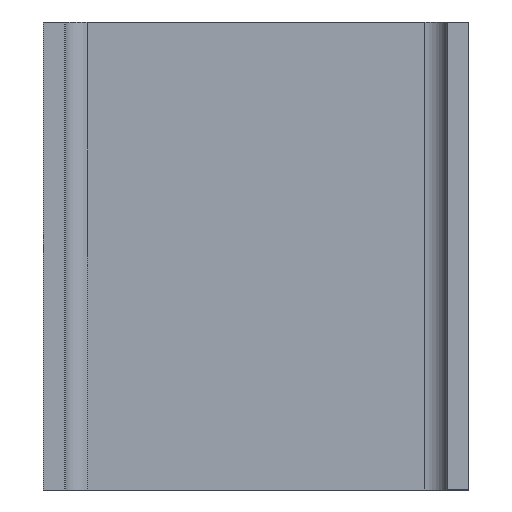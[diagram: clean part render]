
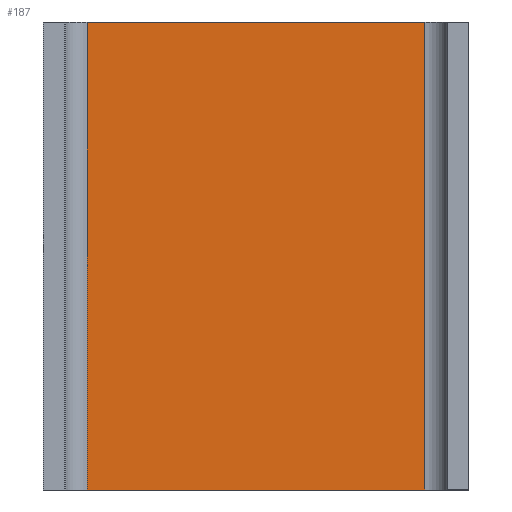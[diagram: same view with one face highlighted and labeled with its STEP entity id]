
A CAD part, left-side view. The second image highlights one B-rep face of the part: STEP entity #187.
In plain terms, the highlighted planar face has unit normal (-1, 0, 0).
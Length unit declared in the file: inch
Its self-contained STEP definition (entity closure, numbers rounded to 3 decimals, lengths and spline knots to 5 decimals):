
#43 = LINE ( 'NONE', #190, #1344 ) ;
#100 = DIRECTION ( 'NONE',  ( 1., 0., 0. ) ) ;
#104 = LINE ( 'NONE', #946, #1034 ) ;
#147 = CARTESIAN_POINT ( 'NONE',  ( 3.3125, -0.06, -1.3 ) ) ;
#151 = VERTEX_POINT ( 'NONE', #1186 ) ;
#187 = ADVANCED_FACE ( 'NONE', ( #670 ), #1627, .F. ) ;
#190 = CARTESIAN_POINT ( 'NONE',  ( 3.3125, 0., -1.3 ) ) ;
#435 = LINE ( 'NONE', #1232, #1450 ) ;
#455 = DIRECTION ( 'NONE',  ( 0., 1., 0. ) ) ;
#477 = DIRECTION ( 'NONE',  ( 0., 0., 1. ) ) ;
#535 = DIRECTION ( 'NONE',  ( 0., 0., 1. ) ) ;
#567 = EDGE_CURVE ( 'NONE', #1258, #151, #43, .T. ) ;
#593 = VERTEX_POINT ( 'NONE', #960 ) ;
#670 = FACE_OUTER_BOUND ( 'NONE', #863, .T. ) ;
#756 = AXIS2_PLACEMENT_3D ( 'NONE', #861, #100, #984 ) ;
#777 = EDGE_CURVE ( 'NONE', #151, #1652, #435, .T. ) ;
#856 = EDGE_CURVE ( 'NONE', #1652, #593, #104, .T. ) ;
#861 = CARTESIAN_POINT ( 'NONE',  ( 3.3125, 0., 0. ) ) ;
#863 = EDGE_LOOP ( 'NONE', ( #995, #1076, #1118, #1553 ) ) ;
#942 = CARTESIAN_POINT ( 'NONE',  ( 3.3125, -0.9975, 0. ) ) ;
#946 = CARTESIAN_POINT ( 'NONE',  ( 3.3125, 0., 0. ) ) ;
#960 = CARTESIAN_POINT ( 'NONE',  ( 3.3125, -0.06, 0. ) ) ;
#984 = DIRECTION ( 'NONE',  ( 0., 1., 0. ) ) ;
#995 = ORIENTED_EDGE ( 'NONE', *, *, #1575, .F. ) ;
#1034 = VECTOR ( 'NONE', #455, 39.37008 ) ;
#1074 = DIRECTION ( 'NONE',  ( 0., -1., 0. ) ) ;
#1076 = ORIENTED_EDGE ( 'NONE', *, *, #567, .T. ) ;
#1118 = ORIENTED_EDGE ( 'NONE', *, *, #777, .T. ) ;
#1169 = VECTOR ( 'NONE', #535, 39.37008 ) ;
#1186 = CARTESIAN_POINT ( 'NONE',  ( 3.3125, -0.9975, -1.3 ) ) ;
#1232 = CARTESIAN_POINT ( 'NONE',  ( 3.3125, -0.9975, 0. ) ) ;
#1258 = VERTEX_POINT ( 'NONE', #1264 ) ;
#1264 = CARTESIAN_POINT ( 'NONE',  ( 3.3125, -0.06, -1.3 ) ) ;
#1344 = VECTOR ( 'NONE', #1074, 39.37008 ) ;
#1450 = VECTOR ( 'NONE', #477, 39.37008 ) ;
#1552 = LINE ( 'NONE', #147, #1169 ) ;
#1553 = ORIENTED_EDGE ( 'NONE', *, *, #856, .T. ) ;
#1575 = EDGE_CURVE ( 'NONE', #1258, #593, #1552, .T. ) ;
#1627 = PLANE ( 'NONE',  #756 ) ;
#1652 = VERTEX_POINT ( 'NONE', #942 ) ;
